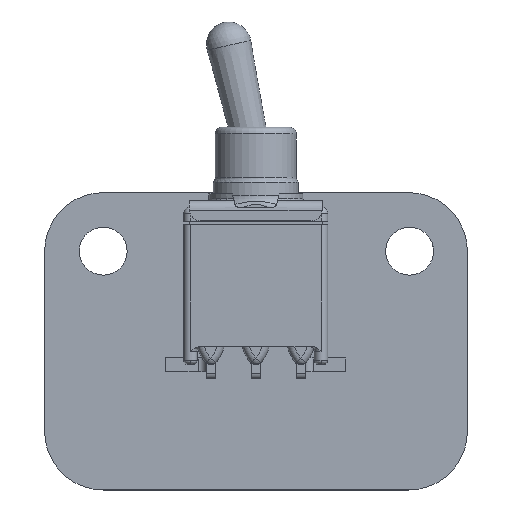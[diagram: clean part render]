
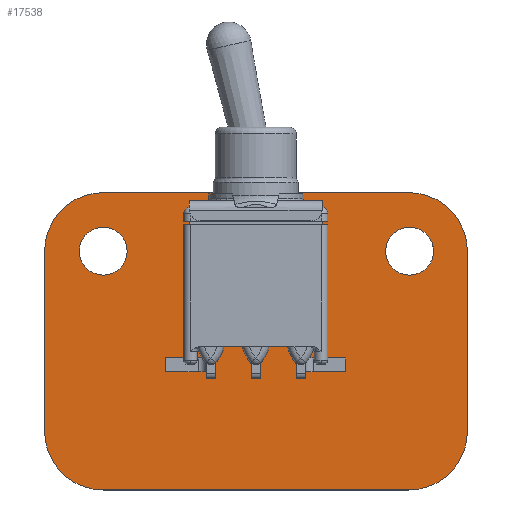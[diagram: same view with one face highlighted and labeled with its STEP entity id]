
A CAD part, top view. The second image highlights one B-rep face of the part: STEP entity #17538.
In plain terms, the highlighted planar face has unit normal (0, 0, 1).
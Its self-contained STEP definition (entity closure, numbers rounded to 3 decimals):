
#17367 = VERTEX_POINT('',#17368);
#17368 = CARTESIAN_POINT('',(162.257,-39.878,0.6));
#17374 = EDGE_CURVE('',#17367,#17375,#17377,.T.);
#17375 = VERTEX_POINT('',#17376);
#17376 = CARTESIAN_POINT('',(165.559,-43.18,0.6));
#17377 = CIRCLE('',#17378,3.302);
#17378 = AXIS2_PLACEMENT_3D('',#17379,#17380,#17381);
#17379 = CARTESIAN_POINT('',(162.257,-43.18,0.6));
#17380 = DIRECTION('',(0.,0.,-1.));
#17381 = DIRECTION('',(0.,1.,0.));
#17409 = VERTEX_POINT('',#17410);
#17410 = CARTESIAN_POINT('',(145.034,-39.878,0.6));
#17416 = EDGE_CURVE('',#17409,#17367,#17417,.T.);
#17417 = LINE('',#17418,#17419);
#17418 = CARTESIAN_POINT('',(145.034,-39.878,0.6));
#17419 = VECTOR('',#17420,1.);
#17420 = DIRECTION('',(1.,0.,0.));
#17438 = EDGE_CURVE('',#17375,#17439,#17441,.T.);
#17439 = VERTEX_POINT('',#17440);
#17440 = CARTESIAN_POINT('',(165.559,-53.34,0.6));
#17441 = LINE('',#17442,#17443);
#17442 = CARTESIAN_POINT('',(165.559,-43.18,0.6));
#17443 = VECTOR('',#17444,1.);
#17444 = DIRECTION('',(0.,-1.,0.));
#17538 = ADVANCED_FACE('',(#17539,#17585,#17596),#17607,.T.);
#17539 = FACE_BOUND('',#17540,.T.);
#17540 = EDGE_LOOP('',(#17541,#17542,#17543,#17552,#17560,#17569,#17577,
    #17584));
#17541 = ORIENTED_EDGE('',*,*,#17374,.F.);
#17542 = ORIENTED_EDGE('',*,*,#17416,.F.);
#17543 = ORIENTED_EDGE('',*,*,#17544,.F.);
#17544 = EDGE_CURVE('',#17545,#17409,#17547,.T.);
#17545 = VERTEX_POINT('',#17546);
#17546 = CARTESIAN_POINT('',(141.732,-43.18,0.6));
#17547 = CIRCLE('',#17548,3.302);
#17548 = AXIS2_PLACEMENT_3D('',#17549,#17550,#17551);
#17549 = CARTESIAN_POINT('',(145.034,-43.18,0.6));
#17550 = DIRECTION('',(0.,0.,-1.));
#17551 = DIRECTION('',(-1.,0.,-0.));
#17552 = ORIENTED_EDGE('',*,*,#17553,.F.);
#17553 = EDGE_CURVE('',#17554,#17545,#17556,.T.);
#17554 = VERTEX_POINT('',#17555);
#17555 = CARTESIAN_POINT('',(141.732,-53.34,0.6));
#17556 = LINE('',#17557,#17558);
#17557 = CARTESIAN_POINT('',(141.732,-53.34,0.6));
#17558 = VECTOR('',#17559,1.);
#17559 = DIRECTION('',(0.,1.,0.));
#17560 = ORIENTED_EDGE('',*,*,#17561,.F.);
#17561 = EDGE_CURVE('',#17562,#17554,#17564,.T.);
#17562 = VERTEX_POINT('',#17563);
#17563 = CARTESIAN_POINT('',(145.034,-56.642,0.6));
#17564 = CIRCLE('',#17565,3.302);
#17565 = AXIS2_PLACEMENT_3D('',#17566,#17567,#17568);
#17566 = CARTESIAN_POINT('',(145.034,-53.34,0.6));
#17567 = DIRECTION('',(0.,0.,-1.));
#17568 = DIRECTION('',(0.,-1.,0.));
#17569 = ORIENTED_EDGE('',*,*,#17570,.F.);
#17570 = EDGE_CURVE('',#17571,#17562,#17573,.T.);
#17571 = VERTEX_POINT('',#17572);
#17572 = CARTESIAN_POINT('',(162.257,-56.642,0.6));
#17573 = LINE('',#17574,#17575);
#17574 = CARTESIAN_POINT('',(162.257,-56.642,0.6));
#17575 = VECTOR('',#17576,1.);
#17576 = DIRECTION('',(-1.,0.,0.));
#17577 = ORIENTED_EDGE('',*,*,#17578,.F.);
#17578 = EDGE_CURVE('',#17439,#17571,#17579,.T.);
#17579 = CIRCLE('',#17580,3.302);
#17580 = AXIS2_PLACEMENT_3D('',#17581,#17582,#17583);
#17581 = CARTESIAN_POINT('',(162.257,-53.34,0.6));
#17582 = DIRECTION('',(0.,0.,-1.));
#17583 = DIRECTION('',(1.,0.,0.));
#17584 = ORIENTED_EDGE('',*,*,#17438,.F.);
#17585 = FACE_BOUND('',#17586,.T.);
#17586 = EDGE_LOOP('',(#17587));
#17587 = ORIENTED_EDGE('',*,*,#17588,.T.);
#17588 = EDGE_CURVE('',#17589,#17589,#17591,.T.);
#17589 = VERTEX_POINT('',#17590);
#17590 = CARTESIAN_POINT('',(145.034,-44.53,0.6));
#17591 = CIRCLE('',#17592,1.35);
#17592 = AXIS2_PLACEMENT_3D('',#17593,#17594,#17595);
#17593 = CARTESIAN_POINT('',(145.034,-43.18,0.6));
#17594 = DIRECTION('',(-0.,0.,-1.));
#17595 = DIRECTION('',(-0.,-1.,0.));
#17596 = FACE_BOUND('',#17597,.T.);
#17597 = EDGE_LOOP('',(#17598));
#17598 = ORIENTED_EDGE('',*,*,#17599,.T.);
#17599 = EDGE_CURVE('',#17600,#17600,#17602,.T.);
#17600 = VERTEX_POINT('',#17601);
#17601 = CARTESIAN_POINT('',(162.306,-44.53,0.6));
#17602 = CIRCLE('',#17603,1.35);
#17603 = AXIS2_PLACEMENT_3D('',#17604,#17605,#17606);
#17604 = CARTESIAN_POINT('',(162.306,-43.18,0.6));
#17605 = DIRECTION('',(-0.,0.,-1.));
#17606 = DIRECTION('',(0.,-1.,-0.));
#17607 = PLANE('',#17608);
#17608 = AXIS2_PLACEMENT_3D('',#17609,#17610,#17611);
#17609 = CARTESIAN_POINT('',(0.,0.,0.6));
#17610 = DIRECTION('',(0.,0.,1.));
#17611 = DIRECTION('',(1.,0.,-0.));
